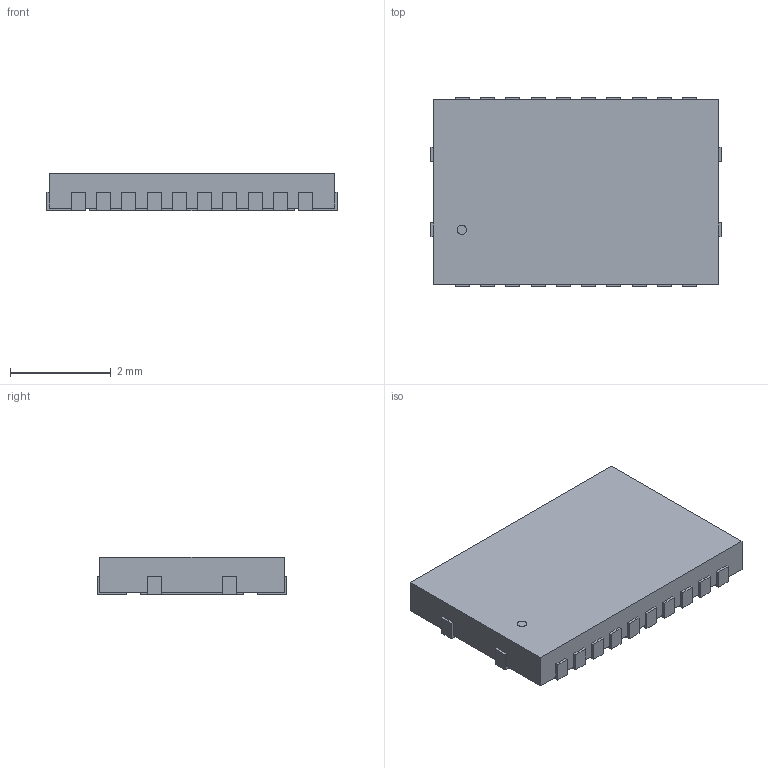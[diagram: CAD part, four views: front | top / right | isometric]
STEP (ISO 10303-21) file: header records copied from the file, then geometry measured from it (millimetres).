
FILE_DESCRIPTION(('FreeCAD Model'),'2;1');
FILE_NAME('Compound.step','2018-05-24T00:48:48',( 'kicad StepUp'),('ksu MCAD'),'Open CASCADE STEP processor 6.8', 'FreeCAD','Unknown');
FILE_SCHEMA(('AUTOMOTIVE_DESIGN_CC2 { 1 2 10303 214 -1 1 5 4 }'));
Length unit declared in the file: millimetre
Products named in the file (1): Compound
Bounding box: 5.75 x 3.75 x 0.74 mm (x, y, z)
Volume: 0 mm3; surface area: 86.2 mm2
Topology: 1 solids, 205 shells, 207 faces, 915 edges, 914 vertices
Faces by surface type: plane 206, cylinder 1
Full cylindrical faces by diameter (mm): 0.183 x1
Entity records: 10857 total; most frequent: CARTESIAN_POINT 2038, DIRECTION 1332, ORIENTED_EDGE 918, EDGE_CURVE 915, VERTEX_POINT 914, LINE 912, VECTOR 912, AXIS2_PLACEMENT_3D 210
